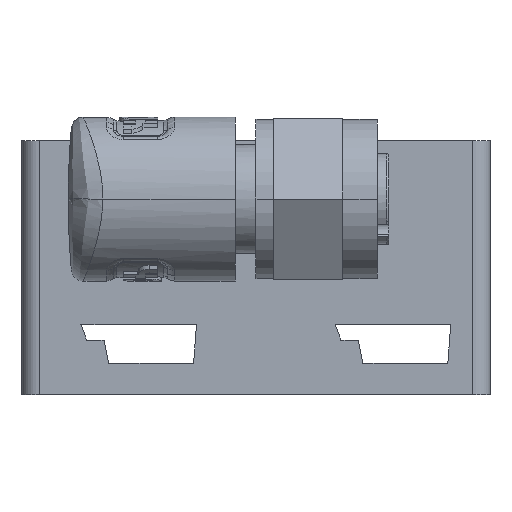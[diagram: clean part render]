
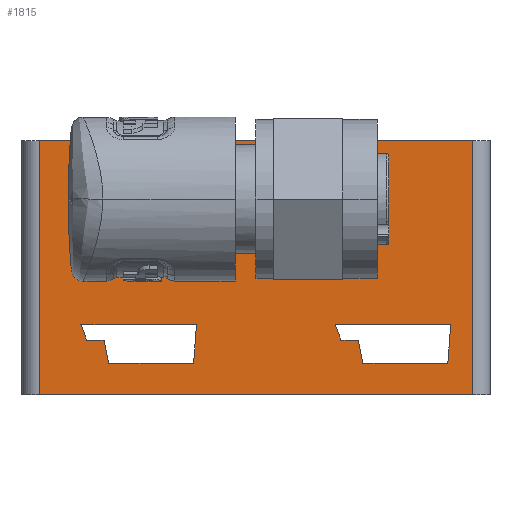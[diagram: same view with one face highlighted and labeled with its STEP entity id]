
A CAD part, left-side view. The second image highlights one B-rep face of the part: STEP entity #1815.
In plain terms, the highlighted planar face has unit normal (-1, 0, 0).
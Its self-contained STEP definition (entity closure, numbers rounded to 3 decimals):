
#93=DIRECTION('',(0.,1.,0.));
#94=VECTOR('',#93,37.5);
#95=CARTESIAN_POINT('',(0.,1.5,22.));
#96=LINE('',#95,#94);
#123=DIRECTION('',(0.,0.,-1.));
#124=VECTOR('',#123,22.);
#125=CARTESIAN_POINT('',(0.,39.,22.));
#126=LINE('',#125,#124);
#178=DIRECTION('',(0.,1.,0.));
#179=VECTOR('',#178,37.5);
#180=CARTESIAN_POINT('',(0.,1.5,0.));
#181=LINE('',#180,#179);
#185=DIRECTION('',(0.,-0.196,-0.981));
#186=VECTOR('',#185,2.04);
#187=CARTESIAN_POINT('',(0.,33.4,4.75));
#188=LINE('',#187,#186);
#192=DIRECTION('',(0.,-0.075,0.997));
#193=VECTOR('',#192,3.339);
#194=CARTESIAN_POINT('',(0.,25.65,2.75));
#195=LINE('',#194,#193);
#199=DIRECTION('',(0.,-0.352,-0.936));
#200=VECTOR('',#199,1.421);
#201=CARTESIAN_POINT('',(0.,35.4,6.08));
#202=LINE('',#201,#200);
#206=DIRECTION('',(0.,-0.196,-0.981));
#207=VECTOR('',#206,2.04);
#208=CARTESIAN_POINT('',(0.,11.4,4.75));
#209=LINE('',#208,#207);
#213=DIRECTION('',(0.,-0.075,0.997));
#214=VECTOR('',#213,3.339);
#215=CARTESIAN_POINT('',(0.,3.65,2.75));
#216=LINE('',#215,#214);
#220=DIRECTION('',(0.,-0.352,-0.936));
#221=VECTOR('',#220,1.421);
#222=CARTESIAN_POINT('',(0.,13.4,6.08));
#223=LINE('',#222,#221);
#227=CARTESIAN_POINT('',(0.,30.25,16.95));
#228=DIRECTION('',(1.,0.,0.));
#229=DIRECTION('',(0.,1.,0.));
#230=AXIS2_PLACEMENT_3D('',#227,#228,#229);
#235=CARTESIAN_POINT('',(0.,30.25,16.95));
#236=DIRECTION('',(1.,0.,0.));
#237=DIRECTION('',(0.,-1.,0.));
#238=AXIS2_PLACEMENT_3D('',#235,#236,#237);
#243=DIRECTION('',(0.,0.,1.));
#244=VECTOR('',#243,22.);
#245=CARTESIAN_POINT('',(0.,1.5,0.));
#246=LINE('',#245,#244);
#397=DIRECTION('',(0.,1.,0.));
#398=VECTOR('',#397,1.5);
#399=CARTESIAN_POINT('',(0.,33.4,4.75));
#400=LINE('',#399,#398);
#418=DIRECTION('',(0.,1.,0.));
#419=VECTOR('',#418,7.35);
#420=CARTESIAN_POINT('',(0.,25.65,2.75));
#421=LINE('',#420,#419);
#439=DIRECTION('',(0.,-1.,0.));
#440=VECTOR('',#439,10.);
#441=CARTESIAN_POINT('',(0.,35.4,6.08));
#442=LINE('',#441,#440);
#460=DIRECTION('',(0.,1.,0.));
#461=VECTOR('',#460,1.5);
#462=CARTESIAN_POINT('',(0.,11.4,4.75));
#463=LINE('',#462,#461);
#481=DIRECTION('',(0.,1.,0.));
#482=VECTOR('',#481,7.35);
#483=CARTESIAN_POINT('',(0.,3.65,2.75));
#484=LINE('',#483,#482);
#502=DIRECTION('',(0.,-1.,0.));
#503=VECTOR('',#502,10.);
#504=CARTESIAN_POINT('',(0.,13.4,6.08));
#505=LINE('',#504,#503);
#1486=CARTESIAN_POINT('',(0.,39.,22.));
#1488=VERTEX_POINT('',#1486);
#1500=CARTESIAN_POINT('',(0.,1.5,22.));
#1501=VERTEX_POINT('',#1500);
#1507=CARTESIAN_POINT('',(0.,39.,0.));
#1509=VERTEX_POINT('',#1507);
#1510=CARTESIAN_POINT('',(0.,1.5,0.));
#1511=VERTEX_POINT('',#1510);
#1526=CARTESIAN_POINT('',(0.,33.4,4.75));
#1527=CARTESIAN_POINT('',(0.,34.9,4.75));
#1528=VERTEX_POINT('',#1526);
#1529=VERTEX_POINT('',#1527);
#1530=CARTESIAN_POINT('',(0.,33.,2.75));
#1531=VERTEX_POINT('',#1530);
#1532=CARTESIAN_POINT('',(0.,25.65,2.75));
#1533=VERTEX_POINT('',#1532);
#1534=CARTESIAN_POINT('',(0.,25.4,6.08));
#1535=VERTEX_POINT('',#1534);
#1536=CARTESIAN_POINT('',(0.,35.4,6.08));
#1537=VERTEX_POINT('',#1536);
#1538=CARTESIAN_POINT('',(0.,11.4,4.75));
#1539=CARTESIAN_POINT('',(0.,12.9,4.75));
#1540=VERTEX_POINT('',#1538);
#1541=VERTEX_POINT('',#1539);
#1542=CARTESIAN_POINT('',(0.,11.,2.75));
#1543=VERTEX_POINT('',#1542);
#1544=CARTESIAN_POINT('',(0.,3.65,2.75));
#1545=VERTEX_POINT('',#1544);
#1546=CARTESIAN_POINT('',(0.,3.4,6.08));
#1547=VERTEX_POINT('',#1546);
#1548=CARTESIAN_POINT('',(0.,13.4,6.08));
#1549=VERTEX_POINT('',#1548);
#1683=CARTESIAN_POINT('',(0.,33.892,16.95));
#1684=CARTESIAN_POINT('',(0.,26.608,16.95));
#1685=VERTEX_POINT('',#1683);
#1686=VERTEX_POINT('',#1684);
#1769=CARTESIAN_POINT('',(0.,40.5,0.));
#1770=DIRECTION('',(-1.,0.,0.));
#1771=DIRECTION('',(0.,-1.,0.));
#1772=AXIS2_PLACEMENT_3D('',#1769,#1770,#1771);
#1773=PLANE('',#1772);
#1774=ORIENTED_EDGE('',*,*,#1735,.F.);
#1775=ORIENTED_EDGE('',*,*,#1714,.F.);
#1777=ORIENTED_EDGE('',*,*,#1776,.F.);
#1778=ORIENTED_EDGE('',*,*,#1746,.T.);
#1779=EDGE_LOOP('',(#1774,#1775,#1777,#1778));
#1780=FACE_OUTER_BOUND('',#1779,.F.);
#1782=ORIENTED_EDGE('',*,*,#1781,.F.);
#1784=ORIENTED_EDGE('',*,*,#1783,.T.);
#1786=ORIENTED_EDGE('',*,*,#1785,.F.);
#1788=ORIENTED_EDGE('',*,*,#1787,.T.);
#1790=ORIENTED_EDGE('',*,*,#1789,.F.);
#1792=ORIENTED_EDGE('',*,*,#1791,.T.);
#1793=EDGE_LOOP('',(#1782,#1784,#1786,#1788,#1790,#1792));
#1794=FACE_BOUND('',#1793,.F.);
#1796=ORIENTED_EDGE('',*,*,#1795,.F.);
#1798=ORIENTED_EDGE('',*,*,#1797,.T.);
#1800=ORIENTED_EDGE('',*,*,#1799,.F.);
#1802=ORIENTED_EDGE('',*,*,#1801,.T.);
#1804=ORIENTED_EDGE('',*,*,#1803,.F.);
#1806=ORIENTED_EDGE('',*,*,#1805,.T.);
#1807=EDGE_LOOP('',(#1796,#1798,#1800,#1802,#1804,#1806));
#1808=FACE_BOUND('',#1807,.F.);
#1810=ORIENTED_EDGE('',*,*,#1809,.F.);
#1812=ORIENTED_EDGE('',*,*,#1811,.F.);
#1813=EDGE_LOOP('',(#1810,#1812));
#1814=FACE_BOUND('',#1813,.F.);
#1815=ADVANCED_FACE('',(#1780,#1794,#1808,#1814),#1773,.T.);
#231=CIRCLE('',#230,3.642);
#239=CIRCLE('',#238,3.642);
#1714=EDGE_CURVE('',#1501,#1488,#96,.T.);
#1735=EDGE_CURVE('',#1488,#1509,#126,.T.);
#1746=EDGE_CURVE('',#1511,#1509,#181,.T.);
#1776=EDGE_CURVE('',#1511,#1501,#246,.T.);
#1781=EDGE_CURVE('',#1528,#1529,#400,.T.);
#1783=EDGE_CURVE('',#1528,#1531,#188,.T.);
#1785=EDGE_CURVE('',#1533,#1531,#421,.T.);
#1787=EDGE_CURVE('',#1533,#1535,#195,.T.);
#1789=EDGE_CURVE('',#1537,#1535,#442,.T.);
#1791=EDGE_CURVE('',#1537,#1529,#202,.T.);
#1795=EDGE_CURVE('',#1540,#1541,#463,.T.);
#1797=EDGE_CURVE('',#1540,#1543,#209,.T.);
#1799=EDGE_CURVE('',#1545,#1543,#484,.T.);
#1801=EDGE_CURVE('',#1545,#1547,#216,.T.);
#1803=EDGE_CURVE('',#1549,#1547,#505,.T.);
#1805=EDGE_CURVE('',#1549,#1541,#223,.T.);
#1809=EDGE_CURVE('',#1685,#1686,#231,.T.);
#1811=EDGE_CURVE('',#1686,#1685,#239,.T.);
